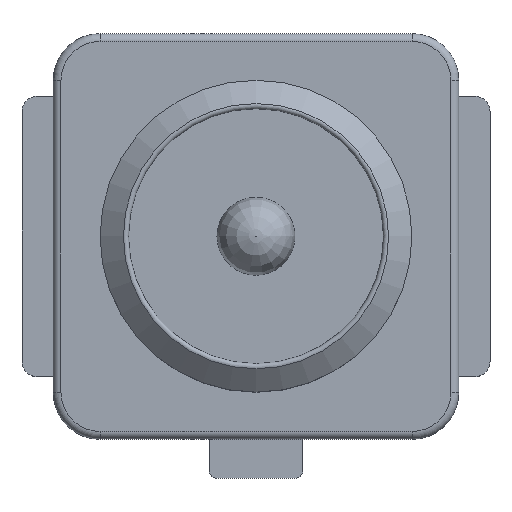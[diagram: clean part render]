
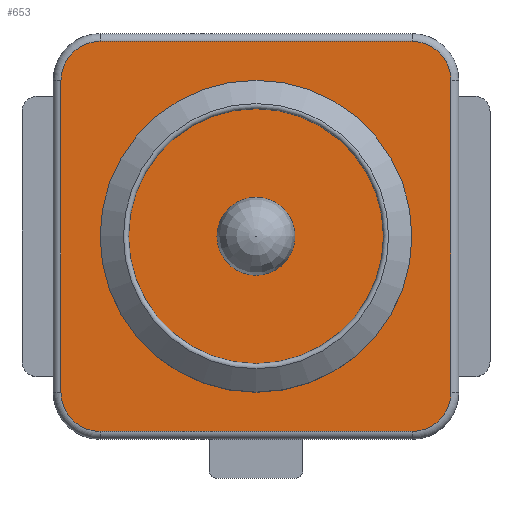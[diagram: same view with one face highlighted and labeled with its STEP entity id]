
A CAD part, top view. The second image highlights one B-rep face of the part: STEP entity #653.
In plain terms, the highlighted planar face has unit normal (0, 0, 1).
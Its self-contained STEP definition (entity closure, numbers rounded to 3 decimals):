
#99 = CYLINDRICAL_SURFACE('',#100,0.05);
#100 = AXIS2_PLACEMENT_3D('',#101,#102,#103);
#101 = CARTESIAN_POINT('',(-1.,1.25,0.31));
#102 = DIRECTION('',(1.,0.,0.));
#103 = DIRECTION('',(0.,0.,1.));
#240 = TOROIDAL_SURFACE('',#241,0.25,0.05);
#241 = AXIS2_PLACEMENT_3D('',#242,#243,#244);
#242 = CARTESIAN_POINT('',(-1.,1.,0.31));
#243 = DIRECTION('',(0.,0.,-1.));
#244 = DIRECTION('',(-1.,0.,0.));
#256 = VERTEX_POINT('',#257);
#257 = CARTESIAN_POINT('',(-1.,1.25,0.36));
#281 = VERTEX_POINT('',#282);
#282 = CARTESIAN_POINT('',(1.,1.25,0.36));
#297 = TOROIDAL_SURFACE('',#298,0.25,0.05);
#298 = AXIS2_PLACEMENT_3D('',#299,#300,#301);
#299 = CARTESIAN_POINT('',(1.,1.,0.31));
#300 = DIRECTION('',(0.,0.,-1.));
#301 = DIRECTION('',(0.,1.,0.));
#309 = EDGE_CURVE('',#256,#281,#310,.T.);
#310 = SURFACE_CURVE('',#311,(#315,#322),.PCURVE_S1.);
#311 = LINE('',#312,#313);
#312 = CARTESIAN_POINT('',(-1.,1.25,0.36));
#313 = VECTOR('',#314,1.);
#314 = DIRECTION('',(1.,0.,0.));
#315 = PCURVE('',#99,#316);
#316 = DEFINITIONAL_REPRESENTATION('',(#317),#321);
#317 = LINE('',#318,#319);
#318 = CARTESIAN_POINT('',(-0.,0.));
#319 = VECTOR('',#320,1.);
#320 = DIRECTION('',(-0.,1.));
#321 = ( GEOMETRIC_REPRESENTATION_CONTEXT(2) 
PARAMETRIC_REPRESENTATION_CONTEXT() REPRESENTATION_CONTEXT('2D SPACE',''
  ) );
#322 = PCURVE('',#323,#328);
#323 = PLANE('',#324);
#324 = AXIS2_PLACEMENT_3D('',#325,#326,#327);
#325 = CARTESIAN_POINT('',(0.,0.,0.36));
#326 = DIRECTION('',(-0.,-0.,-1.));
#327 = DIRECTION('',(-1.,0.,0.));
#328 = DEFINITIONAL_REPRESENTATION('',(#329),#333);
#329 = LINE('',#330,#331);
#330 = CARTESIAN_POINT('',(1.,1.25));
#331 = VECTOR('',#332,1.);
#332 = DIRECTION('',(-1.,0.));
#333 = ( GEOMETRIC_REPRESENTATION_CONTEXT(2) 
PARAMETRIC_REPRESENTATION_CONTEXT() REPRESENTATION_CONTEXT('2D SPACE',''
  ) );
#553 = VERTEX_POINT('',#554);
#554 = CARTESIAN_POINT('',(-1.25,1.,0.36));
#569 = CYLINDRICAL_SURFACE('',#570,0.05);
#570 = AXIS2_PLACEMENT_3D('',#571,#572,#573);
#571 = CARTESIAN_POINT('',(-1.25,-1.,0.31));
#572 = DIRECTION('',(0.,1.,0.));
#573 = DIRECTION('',(0.,0.,1.));
#581 = EDGE_CURVE('',#553,#256,#582,.T.);
#582 = SURFACE_CURVE('',#583,(#588,#595),.PCURVE_S1.);
#583 = CIRCLE('',#584,0.25);
#584 = AXIS2_PLACEMENT_3D('',#585,#586,#587);
#585 = CARTESIAN_POINT('',(-1.,1.,0.36));
#586 = DIRECTION('',(0.,0.,-1.));
#587 = DIRECTION('',(-1.,0.,0.));
#588 = PCURVE('',#240,#589);
#589 = DEFINITIONAL_REPRESENTATION('',(#590),#594);
#590 = LINE('',#591,#592);
#591 = CARTESIAN_POINT('',(0.,4.712));
#592 = VECTOR('',#593,1.);
#593 = DIRECTION('',(1.,0.));
#594 = ( GEOMETRIC_REPRESENTATION_CONTEXT(2) 
PARAMETRIC_REPRESENTATION_CONTEXT() REPRESENTATION_CONTEXT('2D SPACE',''
  ) );
#595 = PCURVE('',#323,#596);
#596 = DEFINITIONAL_REPRESENTATION('',(#597),#601);
#597 = CIRCLE('',#598,0.25);
#598 = AXIS2_PLACEMENT_2D('',#599,#600);
#599 = CARTESIAN_POINT('',(1.,1.));
#600 = DIRECTION('',(1.,0.));
#601 = ( GEOMETRIC_REPRESENTATION_CONTEXT(2) 
PARAMETRIC_REPRESENTATION_CONTEXT() REPRESENTATION_CONTEXT('2D SPACE',''
  ) );
#653 = ADVANCED_FACE('',(#654),#323,.F.);
#654 = FACE_BOUND('',#655,.F.);
#655 = EDGE_LOOP('',(#656,#686,#715,#736,#737,#738,#762,#790));
#656 = ORIENTED_EDGE('',*,*,#657,.T.);
#657 = EDGE_CURVE('',#658,#660,#662,.T.);
#658 = VERTEX_POINT('',#659);
#659 = CARTESIAN_POINT('',(1.,-1.25,0.36));
#660 = VERTEX_POINT('',#661);
#661 = CARTESIAN_POINT('',(-1.,-1.25,0.36));
#662 = SURFACE_CURVE('',#663,(#667,#674),.PCURVE_S1.);
#663 = LINE('',#664,#665);
#664 = CARTESIAN_POINT('',(1.,-1.25,0.36));
#665 = VECTOR('',#666,1.);
#666 = DIRECTION('',(-1.,0.,0.));
#667 = PCURVE('',#323,#668);
#668 = DEFINITIONAL_REPRESENTATION('',(#669),#673);
#669 = LINE('',#670,#671);
#670 = CARTESIAN_POINT('',(-1.,-1.25));
#671 = VECTOR('',#672,1.);
#672 = DIRECTION('',(1.,0.));
#673 = ( GEOMETRIC_REPRESENTATION_CONTEXT(2) 
PARAMETRIC_REPRESENTATION_CONTEXT() REPRESENTATION_CONTEXT('2D SPACE',''
  ) );
#674 = PCURVE('',#675,#680);
#675 = CYLINDRICAL_SURFACE('',#676,0.05);
#676 = AXIS2_PLACEMENT_3D('',#677,#678,#679);
#677 = CARTESIAN_POINT('',(1.,-1.25,0.31));
#678 = DIRECTION('',(-1.,0.,0.));
#679 = DIRECTION('',(0.,0.,1.));
#680 = DEFINITIONAL_REPRESENTATION('',(#681),#685);
#681 = LINE('',#682,#683);
#682 = CARTESIAN_POINT('',(-0.,0.));
#683 = VECTOR('',#684,1.);
#684 = DIRECTION('',(-0.,1.));
#685 = ( GEOMETRIC_REPRESENTATION_CONTEXT(2) 
PARAMETRIC_REPRESENTATION_CONTEXT() REPRESENTATION_CONTEXT('2D SPACE',''
  ) );
#686 = ORIENTED_EDGE('',*,*,#687,.T.);
#687 = EDGE_CURVE('',#660,#688,#690,.T.);
#688 = VERTEX_POINT('',#689);
#689 = CARTESIAN_POINT('',(-1.25,-1.,0.36));
#690 = SURFACE_CURVE('',#691,(#696,#703),.PCURVE_S1.);
#691 = CIRCLE('',#692,0.25);
#692 = AXIS2_PLACEMENT_3D('',#693,#694,#695);
#693 = CARTESIAN_POINT('',(-1.,-1.,0.36));
#694 = DIRECTION('',(0.,0.,-1.));
#695 = DIRECTION('',(0.,-1.,0.));
#696 = PCURVE('',#323,#697);
#697 = DEFINITIONAL_REPRESENTATION('',(#698),#702);
#698 = CIRCLE('',#699,0.25);
#699 = AXIS2_PLACEMENT_2D('',#700,#701);
#700 = CARTESIAN_POINT('',(1.,-1.));
#701 = DIRECTION('',(0.,-1.));
#702 = ( GEOMETRIC_REPRESENTATION_CONTEXT(2) 
PARAMETRIC_REPRESENTATION_CONTEXT() REPRESENTATION_CONTEXT('2D SPACE',''
  ) );
#703 = PCURVE('',#704,#709);
#704 = TOROIDAL_SURFACE('',#705,0.25,0.05);
#705 = AXIS2_PLACEMENT_3D('',#706,#707,#708);
#706 = CARTESIAN_POINT('',(-1.,-1.,0.31));
#707 = DIRECTION('',(0.,0.,-1.));
#708 = DIRECTION('',(0.,-1.,0.));
#709 = DEFINITIONAL_REPRESENTATION('',(#710),#714);
#710 = LINE('',#711,#712);
#711 = CARTESIAN_POINT('',(0.,4.712));
#712 = VECTOR('',#713,1.);
#713 = DIRECTION('',(1.,0.));
#714 = ( GEOMETRIC_REPRESENTATION_CONTEXT(2) 
PARAMETRIC_REPRESENTATION_CONTEXT() REPRESENTATION_CONTEXT('2D SPACE',''
  ) );
#715 = ORIENTED_EDGE('',*,*,#716,.T.);
#716 = EDGE_CURVE('',#688,#553,#717,.T.);
#717 = SURFACE_CURVE('',#718,(#722,#729),.PCURVE_S1.);
#718 = LINE('',#719,#720);
#719 = CARTESIAN_POINT('',(-1.25,-1.,0.36));
#720 = VECTOR('',#721,1.);
#721 = DIRECTION('',(0.,1.,0.));
#722 = PCURVE('',#323,#723);
#723 = DEFINITIONAL_REPRESENTATION('',(#724),#728);
#724 = LINE('',#725,#726);
#725 = CARTESIAN_POINT('',(1.25,-1.));
#726 = VECTOR('',#727,1.);
#727 = DIRECTION('',(0.,1.));
#728 = ( GEOMETRIC_REPRESENTATION_CONTEXT(2) 
PARAMETRIC_REPRESENTATION_CONTEXT() REPRESENTATION_CONTEXT('2D SPACE',''
  ) );
#729 = PCURVE('',#569,#730);
#730 = DEFINITIONAL_REPRESENTATION('',(#731),#735);
#731 = LINE('',#732,#733);
#732 = CARTESIAN_POINT('',(-0.,0.));
#733 = VECTOR('',#734,1.);
#734 = DIRECTION('',(-0.,1.));
#735 = ( GEOMETRIC_REPRESENTATION_CONTEXT(2) 
PARAMETRIC_REPRESENTATION_CONTEXT() REPRESENTATION_CONTEXT('2D SPACE',''
  ) );
#736 = ORIENTED_EDGE('',*,*,#581,.T.);
#737 = ORIENTED_EDGE('',*,*,#309,.T.);
#738 = ORIENTED_EDGE('',*,*,#739,.T.);
#739 = EDGE_CURVE('',#281,#740,#742,.T.);
#740 = VERTEX_POINT('',#741);
#741 = CARTESIAN_POINT('',(1.25,1.,0.36));
#742 = SURFACE_CURVE('',#743,(#748,#755),.PCURVE_S1.);
#743 = CIRCLE('',#744,0.25);
#744 = AXIS2_PLACEMENT_3D('',#745,#746,#747);
#745 = CARTESIAN_POINT('',(1.,1.,0.36));
#746 = DIRECTION('',(0.,0.,-1.));
#747 = DIRECTION('',(0.,1.,0.));
#748 = PCURVE('',#323,#749);
#749 = DEFINITIONAL_REPRESENTATION('',(#750),#754);
#750 = CIRCLE('',#751,0.25);
#751 = AXIS2_PLACEMENT_2D('',#752,#753);
#752 = CARTESIAN_POINT('',(-1.,1.));
#753 = DIRECTION('',(0.,1.));
#754 = ( GEOMETRIC_REPRESENTATION_CONTEXT(2) 
PARAMETRIC_REPRESENTATION_CONTEXT() REPRESENTATION_CONTEXT('2D SPACE',''
  ) );
#755 = PCURVE('',#297,#756);
#756 = DEFINITIONAL_REPRESENTATION('',(#757),#761);
#757 = LINE('',#758,#759);
#758 = CARTESIAN_POINT('',(0.,4.712));
#759 = VECTOR('',#760,1.);
#760 = DIRECTION('',(1.,0.));
#761 = ( GEOMETRIC_REPRESENTATION_CONTEXT(2) 
PARAMETRIC_REPRESENTATION_CONTEXT() REPRESENTATION_CONTEXT('2D SPACE',''
  ) );
#762 = ORIENTED_EDGE('',*,*,#763,.T.);
#763 = EDGE_CURVE('',#740,#764,#766,.T.);
#764 = VERTEX_POINT('',#765);
#765 = CARTESIAN_POINT('',(1.25,-1.,0.36));
#766 = SURFACE_CURVE('',#767,(#771,#778),.PCURVE_S1.);
#767 = LINE('',#768,#769);
#768 = CARTESIAN_POINT('',(1.25,1.,0.36));
#769 = VECTOR('',#770,1.);
#770 = DIRECTION('',(0.,-1.,0.));
#771 = PCURVE('',#323,#772);
#772 = DEFINITIONAL_REPRESENTATION('',(#773),#777);
#773 = LINE('',#774,#775);
#774 = CARTESIAN_POINT('',(-1.25,1.));
#775 = VECTOR('',#776,1.);
#776 = DIRECTION('',(0.,-1.));
#777 = ( GEOMETRIC_REPRESENTATION_CONTEXT(2) 
PARAMETRIC_REPRESENTATION_CONTEXT() REPRESENTATION_CONTEXT('2D SPACE',''
  ) );
#778 = PCURVE('',#779,#784);
#779 = CYLINDRICAL_SURFACE('',#780,0.05);
#780 = AXIS2_PLACEMENT_3D('',#781,#782,#783);
#781 = CARTESIAN_POINT('',(1.25,1.,0.31));
#782 = DIRECTION('',(0.,-1.,0.));
#783 = DIRECTION('',(0.,0.,1.));
#784 = DEFINITIONAL_REPRESENTATION('',(#785),#789);
#785 = LINE('',#786,#787);
#786 = CARTESIAN_POINT('',(-0.,0.));
#787 = VECTOR('',#788,1.);
#788 = DIRECTION('',(-0.,1.));
#789 = ( GEOMETRIC_REPRESENTATION_CONTEXT(2) 
PARAMETRIC_REPRESENTATION_CONTEXT() REPRESENTATION_CONTEXT('2D SPACE',''
  ) );
#790 = ORIENTED_EDGE('',*,*,#791,.T.);
#791 = EDGE_CURVE('',#764,#658,#792,.T.);
#792 = SURFACE_CURVE('',#793,(#798,#805),.PCURVE_S1.);
#793 = CIRCLE('',#794,0.25);
#794 = AXIS2_PLACEMENT_3D('',#795,#796,#797);
#795 = CARTESIAN_POINT('',(1.,-1.,0.36));
#796 = DIRECTION('',(0.,0.,-1.));
#797 = DIRECTION('',(1.,0.,0.));
#798 = PCURVE('',#323,#799);
#799 = DEFINITIONAL_REPRESENTATION('',(#800),#804);
#800 = CIRCLE('',#801,0.25);
#801 = AXIS2_PLACEMENT_2D('',#802,#803);
#802 = CARTESIAN_POINT('',(-1.,-1.));
#803 = DIRECTION('',(-1.,0.));
#804 = ( GEOMETRIC_REPRESENTATION_CONTEXT(2) 
PARAMETRIC_REPRESENTATION_CONTEXT() REPRESENTATION_CONTEXT('2D SPACE',''
  ) );
#805 = PCURVE('',#806,#811);
#806 = TOROIDAL_SURFACE('',#807,0.25,0.05);
#807 = AXIS2_PLACEMENT_3D('',#808,#809,#810);
#808 = CARTESIAN_POINT('',(1.,-1.,0.31));
#809 = DIRECTION('',(0.,0.,-1.));
#810 = DIRECTION('',(1.,0.,0.));
#811 = DEFINITIONAL_REPRESENTATION('',(#812),#816);
#812 = LINE('',#813,#814);
#813 = CARTESIAN_POINT('',(0.,4.712));
#814 = VECTOR('',#815,1.);
#815 = DIRECTION('',(1.,0.));
#816 = ( GEOMETRIC_REPRESENTATION_CONTEXT(2) 
PARAMETRIC_REPRESENTATION_CONTEXT() REPRESENTATION_CONTEXT('2D SPACE',''
  ) );
